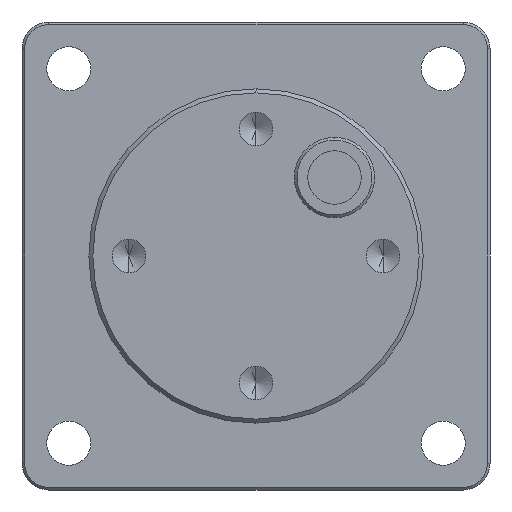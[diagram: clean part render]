
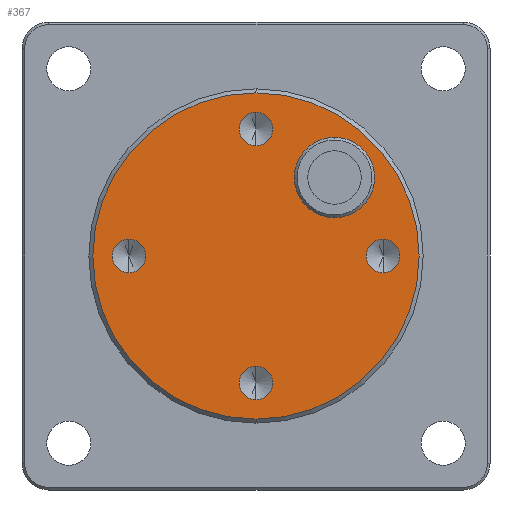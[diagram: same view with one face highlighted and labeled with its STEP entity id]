
A CAD part, front view. The second image highlights one B-rep face of the part: STEP entity #367.
In plain terms, the highlighted planar face has unit normal (0, -1, 0).
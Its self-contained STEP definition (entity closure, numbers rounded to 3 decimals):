
#127 = CIRCLE ( 'NONE', #2874, 1.25 ) ;
#142 = VERTEX_POINT ( 'NONE', #217 ) ;
#181 = CIRCLE ( 'NONE', #974, 1.25 ) ;
#206 = VERTEX_POINT ( 'NONE', #1602 ) ;
#217 = CARTESIAN_POINT ( 'NONE',  ( 5.869, -3.5, 2.869 ) ) ;
#233 = EDGE_CURVE ( 'NONE', #206, #2297, #3073, .T. ) ;
#243 = DIRECTION ( 'NONE',  ( 0., -1., 0. ) ) ;
#324 = AXIS2_PLACEMENT_3D ( 'NONE', #2350, #3991, #2252 ) ;
#333 = CARTESIAN_POINT ( 'NONE',  ( 0., -3.5, 0. ) ) ;
#367 = ADVANCED_FACE ( 'NONE', ( #711, #1510, #4251, #1615, #3343, #596 ), #4445, .T. ) ;
#424 = AXIS2_PLACEMENT_3D ( 'NONE', #2324, #1978, #439 ) ;
#429 = VERTEX_POINT ( 'NONE', #2063 ) ;
#430 = ORIENTED_EDGE ( 'NONE', *, *, #233, .F. ) ;
#439 = DIRECTION ( 'NONE',  ( 0., 0., -1. ) ) ;
#464 = DIRECTION ( 'NONE',  ( 0., -1., 0. ) ) ;
#567 = EDGE_LOOP ( 'NONE', ( #3593, #891 ) ) ;
#570 = EDGE_CURVE ( 'NONE', #3900, #2607, #127, .T. ) ;
#580 = ORIENTED_EDGE ( 'NONE', *, *, #3437, .F. ) ;
#596 = FACE_BOUND ( 'NONE', #3540, .T. ) ;
#630 = VERTEX_POINT ( 'NONE', #2901 ) ;
#685 = ORIENTED_EDGE ( 'NONE', *, *, #1285, .F. ) ;
#711 = FACE_OUTER_BOUND ( 'NONE', #3039, .T. ) ;
#733 = VERTEX_POINT ( 'NONE', #2266 ) ;
#752 = DIRECTION ( 'NONE',  ( 0., -1., 0. ) ) ;
#763 = DIRECTION ( 'NONE',  ( 0., -1., 0. ) ) ;
#778 = CIRCLE ( 'NONE', #424, 1.25 ) ;
#783 = CARTESIAN_POINT ( 'NONE',  ( 0., -3.5, 0. ) ) ;
#891 = ORIENTED_EDGE ( 'NONE', *, *, #1590, .F. ) ;
#919 = VERTEX_POINT ( 'NONE', #3414 ) ;
#944 = DIRECTION ( 'NONE',  ( 0., -1., 0. ) ) ;
#957 = CARTESIAN_POINT ( 'NONE',  ( 9.5, -3.5, -1.25 ) ) ;
#974 = AXIS2_PLACEMENT_3D ( 'NONE', #3631, #1555, #3960 ) ;
#1004 = CARTESIAN_POINT ( 'NONE',  ( 9.5, -3.5, 0. ) ) ;
#1045 = ORIENTED_EDGE ( 'NONE', *, *, #3730, .F. ) ;
#1051 = ORIENTED_EDGE ( 'NONE', *, *, #2847, .F. ) ;
#1076 = EDGE_CURVE ( 'NONE', #630, #919, #2422, .T. ) ;
#1125 = DIRECTION ( 'NONE',  ( 0., 0., -1. ) ) ;
#1215 = AXIS2_PLACEMENT_3D ( 'NONE', #3434, #763, #1568 ) ;
#1273 = CARTESIAN_POINT ( 'NONE',  ( 0., -3.5, 10.75 ) ) ;
#1285 = EDGE_CURVE ( 'NONE', #2338, #429, #4192, .T. ) ;
#1355 = DIRECTION ( 'NONE',  ( 0., 0., -1. ) ) ;
#1373 = CIRCLE ( 'NONE', #2229, 12.2 ) ;
#1397 = CIRCLE ( 'NONE', #3132, 1.25 ) ;
#1403 = AXIS2_PLACEMENT_3D ( 'NONE', #1455, #3859, #1787 ) ;
#1455 = CARTESIAN_POINT ( 'NONE',  ( 9.5, -3.5, 0. ) ) ;
#1461 = CARTESIAN_POINT ( 'NONE',  ( 0., -3.5, -10.75 ) ) ;
#1510 = FACE_BOUND ( 'NONE', #1678, .T. ) ;
#1555 = DIRECTION ( 'NONE',  ( 0., -1., 0. ) ) ;
#1568 = DIRECTION ( 'NONE',  ( 0., 0., -1. ) ) ;
#1590 = EDGE_CURVE ( 'NONE', #2607, #3900, #1397, .T. ) ;
#1602 = CARTESIAN_POINT ( 'NONE',  ( 9.5, -3.5, 1.25 ) ) ;
#1615 = FACE_BOUND ( 'NONE', #567, .T. ) ;
#1671 = CARTESIAN_POINT ( 'NONE',  ( 0., -3.5, 8.25 ) ) ;
#1678 = EDGE_LOOP ( 'NONE', ( #1051, #3538 ) ) ;
#1787 = DIRECTION ( 'NONE',  ( 0., 0., -1. ) ) ;
#1794 = AXIS2_PLACEMENT_3D ( 'NONE', #333, #4423, #2731 ) ;
#1821 = AXIS2_PLACEMENT_3D ( 'NONE', #3084, #4043, #3823 ) ;
#1829 = AXIS2_PLACEMENT_3D ( 'NONE', #3005, #944, #3359 ) ;
#1887 = VERTEX_POINT ( 'NONE', #1461 ) ;
#1978 = DIRECTION ( 'NONE',  ( 0., -1., 0. ) ) ;
#2004 = EDGE_LOOP ( 'NONE', ( #4058, #430 ) ) ;
#2063 = CARTESIAN_POINT ( 'NONE',  ( -9.5, -3.5, -1.25 ) ) ;
#2229 = AXIS2_PLACEMENT_3D ( 'NONE', #783, #3545, #1125 ) ;
#2252 = DIRECTION ( 'NONE',  ( 0., 0., -1. ) ) ;
#2266 = CARTESIAN_POINT ( 'NONE',  ( 0., -3.5, -8.25 ) ) ;
#2274 = DIRECTION ( 'NONE',  ( 0., 0., -1. ) ) ;
#2297 = VERTEX_POINT ( 'NONE', #957 ) ;
#2324 = CARTESIAN_POINT ( 'NONE',  ( 0., -3.5, -9.5 ) ) ;
#2338 = VERTEX_POINT ( 'NONE', #3021 ) ;
#2350 = CARTESIAN_POINT ( 'NONE',  ( 0., -3.5, 0. ) ) ;
#2422 = CIRCLE ( 'NONE', #324, 12.2 ) ;
#2450 = EDGE_CURVE ( 'NONE', #2297, #206, #3695, .T. ) ;
#2515 = CARTESIAN_POINT ( 'NONE',  ( 0., -3.5, 9.5 ) ) ;
#2541 = ORIENTED_EDGE ( 'NONE', *, *, #1076, .T. ) ;
#2575 = AXIS2_PLACEMENT_3D ( 'NONE', #1004, #3428, #1355 ) ;
#2607 = VERTEX_POINT ( 'NONE', #1273 ) ;
#2634 = CARTESIAN_POINT ( 'NONE',  ( 0., -3.5, 9.5 ) ) ;
#2731 = DIRECTION ( 'NONE',  ( 0., 0., -1. ) ) ;
#2825 = CARTESIAN_POINT ( 'NONE',  ( 5.869, -3.5, 5.869 ) ) ;
#2847 = EDGE_CURVE ( 'NONE', #3207, #142, #3152, .T. ) ;
#2864 = DIRECTION ( 'NONE',  ( 0., 0., -1. ) ) ;
#2874 = AXIS2_PLACEMENT_3D ( 'NONE', #2515, #464, #2864 ) ;
#2901 = CARTESIAN_POINT ( 'NONE',  ( 0., -3.5, -12.2 ) ) ;
#2924 = EDGE_CURVE ( 'NONE', #733, #1887, #778, .T. ) ;
#3005 = CARTESIAN_POINT ( 'NONE',  ( -9.5, -3.5, 0. ) ) ;
#3021 = CARTESIAN_POINT ( 'NONE',  ( -9.5, -3.5, 1.25 ) ) ;
#3022 = EDGE_CURVE ( 'NONE', #919, #630, #1373, .T. ) ;
#3039 = EDGE_LOOP ( 'NONE', ( #3436, #2541 ) ) ;
#3073 = CIRCLE ( 'NONE', #2575, 1.25 ) ;
#3084 = CARTESIAN_POINT ( 'NONE',  ( -9.5, -3.5, 0. ) ) ;
#3132 = AXIS2_PLACEMENT_3D ( 'NONE', #2634, #243, #2274 ) ;
#3152 = CIRCLE ( 'NONE', #1215, 3. ) ;
#3166 = DIRECTION ( 'NONE',  ( 0., 0., -1. ) ) ;
#3207 = VERTEX_POINT ( 'NONE', #4001 ) ;
#3241 = CIRCLE ( 'NONE', #3608, 3. ) ;
#3244 = CIRCLE ( 'NONE', #1829, 1.25 ) ;
#3250 = ORIENTED_EDGE ( 'NONE', *, *, #2924, .F. ) ;
#3343 = FACE_BOUND ( 'NONE', #2004, .T. ) ;
#3359 = DIRECTION ( 'NONE',  ( 0., 0., -1. ) ) ;
#3414 = CARTESIAN_POINT ( 'NONE',  ( 0., -3.5, 12.2 ) ) ;
#3428 = DIRECTION ( 'NONE',  ( 0., -1., 0. ) ) ;
#3434 = CARTESIAN_POINT ( 'NONE',  ( 5.869, -3.5, 5.869 ) ) ;
#3436 = ORIENTED_EDGE ( 'NONE', *, *, #3022, .T. ) ;
#3437 = EDGE_CURVE ( 'NONE', #429, #2338, #3244, .T. ) ;
#3538 = ORIENTED_EDGE ( 'NONE', *, *, #3620, .F. ) ;
#3540 = EDGE_LOOP ( 'NONE', ( #1045, #3250 ) ) ;
#3545 = DIRECTION ( 'NONE',  ( 0., -1., 0. ) ) ;
#3593 = ORIENTED_EDGE ( 'NONE', *, *, #570, .F. ) ;
#3608 = AXIS2_PLACEMENT_3D ( 'NONE', #2825, #752, #3166 ) ;
#3620 = EDGE_CURVE ( 'NONE', #142, #3207, #3241, .T. ) ;
#3631 = CARTESIAN_POINT ( 'NONE',  ( 0., -3.5, -9.5 ) ) ;
#3695 = CIRCLE ( 'NONE', #1403, 1.25 ) ;
#3730 = EDGE_CURVE ( 'NONE', #1887, #733, #181, .T. ) ;
#3823 = DIRECTION ( 'NONE',  ( 0., 0., -1. ) ) ;
#3859 = DIRECTION ( 'NONE',  ( 0., -1., 0. ) ) ;
#3900 = VERTEX_POINT ( 'NONE', #1671 ) ;
#3960 = DIRECTION ( 'NONE',  ( 0., 0., -1. ) ) ;
#3991 = DIRECTION ( 'NONE',  ( 0., -1., 0. ) ) ;
#4001 = CARTESIAN_POINT ( 'NONE',  ( 5.869, -3.5, 8.869 ) ) ;
#4043 = DIRECTION ( 'NONE',  ( 0., -1., 0. ) ) ;
#4058 = ORIENTED_EDGE ( 'NONE', *, *, #2450, .F. ) ;
#4192 = CIRCLE ( 'NONE', #1821, 1.25 ) ;
#4251 = FACE_BOUND ( 'NONE', #4371, .T. ) ;
#4371 = EDGE_LOOP ( 'NONE', ( #580, #685 ) ) ;
#4423 = DIRECTION ( 'NONE',  ( 0., -1., 0. ) ) ;
#4445 = PLANE ( 'NONE',  #1794 ) ;
